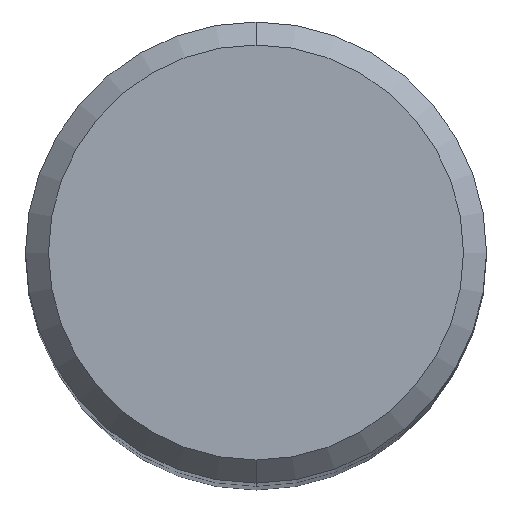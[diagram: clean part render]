
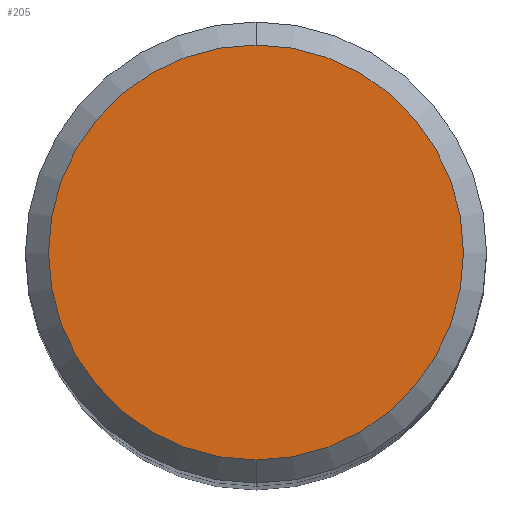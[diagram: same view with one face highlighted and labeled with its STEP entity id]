
A CAD part, top view. The second image highlights one B-rep face of the part: STEP entity #205.
In plain terms, the highlighted planar face has unit normal (0, 0, 1).
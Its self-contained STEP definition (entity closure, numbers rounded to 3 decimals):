
#183=EDGE_CURVE('',#395,#325,#477,.T.);
#185=EDGE_CURVE('',#325,#395,#479,.T.);
#205=ADVANCED_FACE('',(#501),#502,.T.);
#325=VERTEX_POINT('',#635);
#395=VERTEX_POINT('',#711);
#477=CIRCLE('',#818,5.4);
#479=CIRCLE('',#821,5.4);
#501=FACE_OUTER_BOUND('',#854,.T.);
#502=PLANE('',#855);
#635=CARTESIAN_POINT('',(0.,-5.4,0.));
#711=CARTESIAN_POINT('',(0.0,5.4,0.));
#818=AXIS2_PLACEMENT_3D('',#1466,#1467,#1468);
#821=AXIS2_PLACEMENT_3D('',#1469,#1470,#1471);
#854=EDGE_LOOP('',(#1502,#1503));
#855=AXIS2_PLACEMENT_3D('',#1504,#1505,#1506);
#1466=CARTESIAN_POINT('',(0.0,0.0,0.));
#1467=DIRECTION('',(0.0,0.0,-1.0));
#1468=DIRECTION('',(0.0,1.0,0.0));
#1469=CARTESIAN_POINT('',(0.0,0.0,0.));
#1470=DIRECTION('',(0.0,0.0,-1.0));
#1471=DIRECTION('',(0.0,1.0,0.0));
#1502=ORIENTED_EDGE('',*,*,#183,.F.);
#1503=ORIENTED_EDGE('',*,*,#185,.F.);
#1504=CARTESIAN_POINT('',(0.0,2.7,0.));
#1505=DIRECTION('',(-0.0,0.0,1.0));
#1506=DIRECTION('',(0.0,-1.0,0.0));
